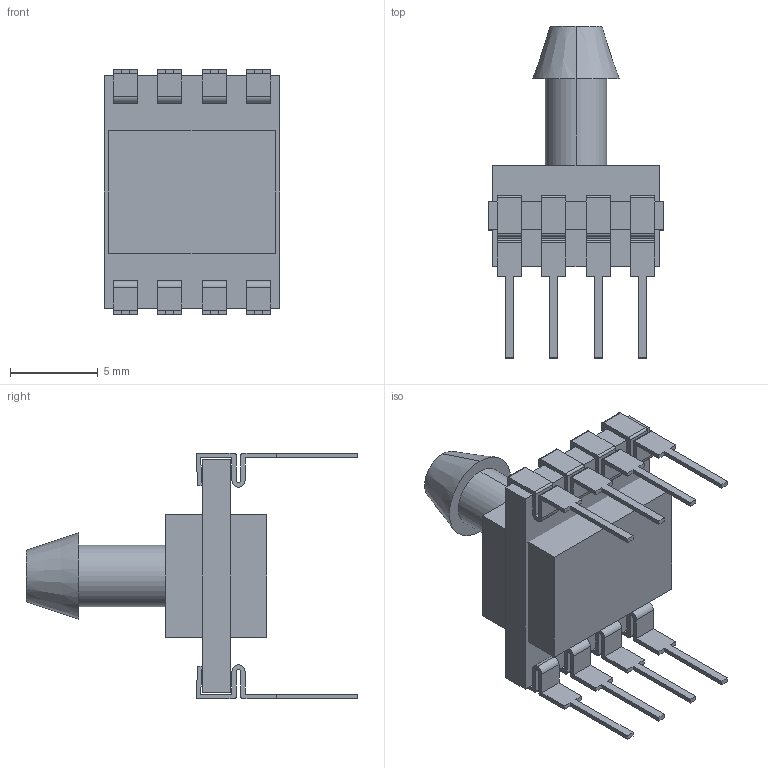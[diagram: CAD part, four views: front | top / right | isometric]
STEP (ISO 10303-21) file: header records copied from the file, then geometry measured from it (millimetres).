
FILE_DESCRIPTION (( 'STEP AP214' ), '1' );
FILE_NAME ('Honeywell_DIP_AN.STEP', '2018-10-30T23:32:34', ( '' ), ( '' ), 'SwSTEP 2.0', 'SolidWorks 2017', '' );
FILE_SCHEMA (( 'AUTOMOTIVE_DESIGN' ));
Length unit declared in the file: millimetre
Products named in the file (1): Honeywell_DIP_AN
Bounding box: 10 x 18.94 x 14 mm (x, y, z)
Volume: 712.9 mm3; surface area: 1064.6 mm2
Topology: 10 solids, 10 shells, 218 faces, 588 edges, 392 vertices
Faces by surface type: plane 158, cylinder 58, cone 2
Entity records: 6927 total; most frequent: CARTESIAN_POINT 1199, ORIENTED_EDGE 1176, DIRECTION 1146, EDGE_CURVE 588, LINE 468, VECTOR 468, VERTEX_POINT 392, AXIS2_PLACEMENT_3D 339
